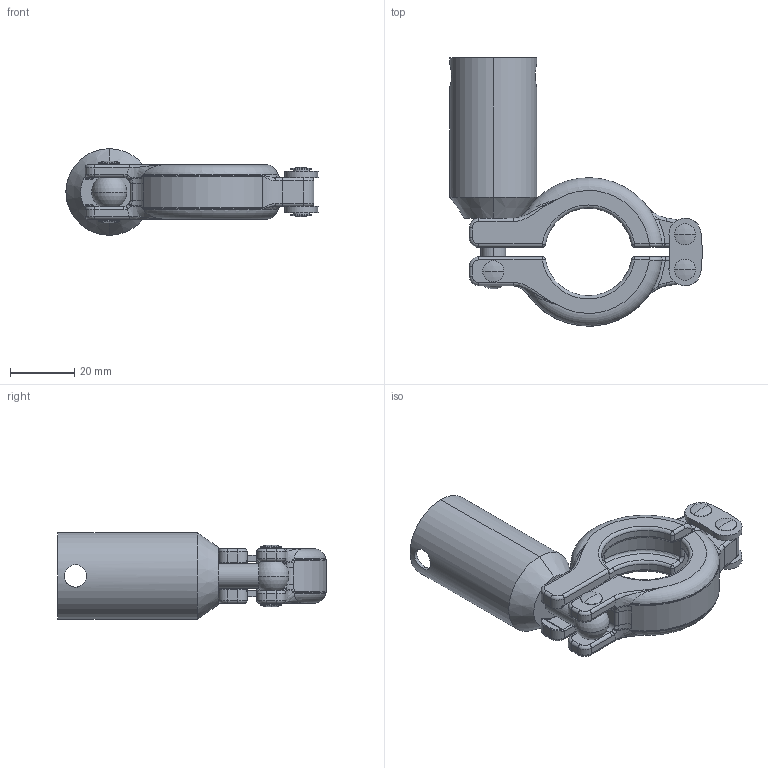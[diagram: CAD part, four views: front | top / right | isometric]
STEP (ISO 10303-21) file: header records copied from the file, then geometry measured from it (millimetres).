
FILE_DESCRIPTION (( 'STEP AP214' ), '1' );
FILE_NAME ('CL.SAFS.D010 BLOCK.STEP', '2019-04-16T14:30:52', ( '' ), ( '' ), 'SwSTEP 2.0', 'SolidWorks 2019', '' );
FILE_SCHEMA (( 'AUTOMOTIVE_DESIGN' ));
Length unit declared in the file: millimetre
Products named in the file (1): CL.SAFS.D010 BLOCK
Bounding box: 78.55 x 83.62 x 27 mm (x, y, z)
Volume: 30059.4 mm3; surface area: 20184.5 mm2
Topology: 3 solids, 3 shells, 391 faces, 920 edges, 529 vertices
Faces by surface type: cylinder 155, torus 73, plane 57, bspline 56, sphere 34, cone 16
Entity records: 13755 total; most frequent: CARTESIAN_POINT 4995, DIRECTION 1921, ORIENTED_EDGE 1794, EDGE_CURVE 897, AXIS2_PLACEMENT_3D 830, VERTEX_POINT 528, CIRCLE 494, EDGE_LOOP 421
